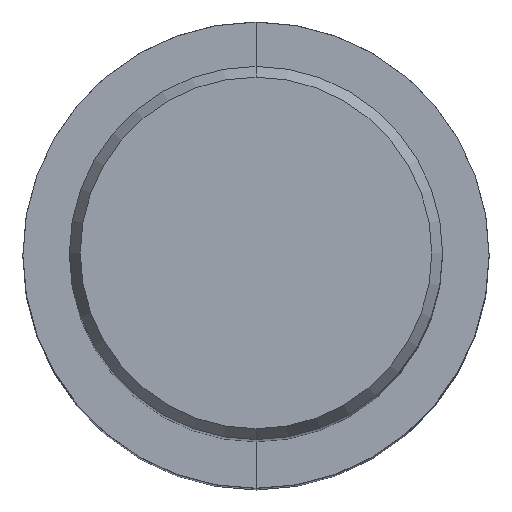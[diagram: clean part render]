
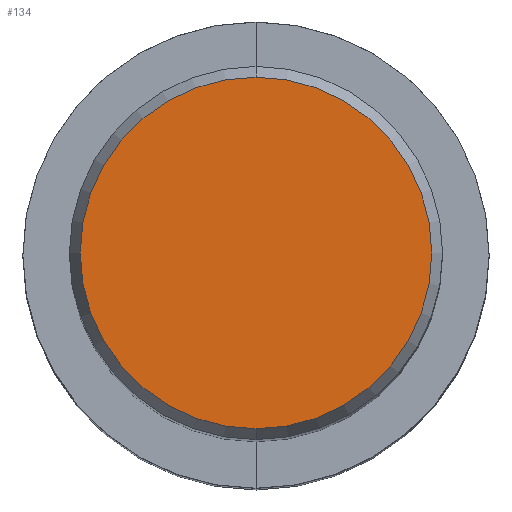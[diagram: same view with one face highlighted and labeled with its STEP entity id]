
A CAD part, top view. The second image highlights one B-rep face of the part: STEP entity #134.
In plain terms, the highlighted planar face has unit normal (0, 0, 1).
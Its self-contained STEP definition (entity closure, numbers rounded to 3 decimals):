
#102=VERTEX_POINT('',#219);
#118=VERTEX_POINT('',#238);
#134=ADVANCED_FACE('',(#255),#256,.T.);
#138=EDGE_CURVE('',#102,#118,#260,.T.);
#162=EDGE_CURVE('',#118,#102,#287,.T.);
#219=CARTESIAN_POINT('',(0.,-7.479,0.01));
#238=CARTESIAN_POINT('',(0.0,7.479,0.01));
#255=FACE_OUTER_BOUND('',#384,.T.);
#256=PLANE('',#385);
#260=CIRCLE('',#392,7.479);
#287=CIRCLE('',#427,7.479);
#384=EDGE_LOOP('',(#518,#519));
#385=AXIS2_PLACEMENT_3D('',#520,#521,#522);
#392=AXIS2_PLACEMENT_3D('',#524,#525,#526);
#427=AXIS2_PLACEMENT_3D('',#560,#561,#562);
#518=ORIENTED_EDGE('',*,*,#162,.F.);
#519=ORIENTED_EDGE('',*,*,#138,.F.);
#520=CARTESIAN_POINT('',(0.0,3.74,0.01));
#521=DIRECTION('',(-0.0,0.0,1.0));
#522=DIRECTION('',(0.0,-1.0,0.0));
#524=CARTESIAN_POINT('',(0.0,0.0,0.01));
#525=DIRECTION('',(0.0,0.0,-1.0));
#526=DIRECTION('',(0.0,1.0,0.0));
#560=CARTESIAN_POINT('',(0.0,0.0,0.01));
#561=DIRECTION('',(0.0,0.0,-1.0));
#562=DIRECTION('',(0.0,1.0,0.0));
